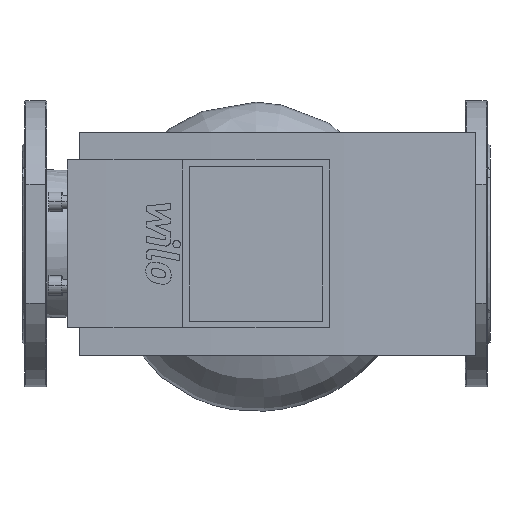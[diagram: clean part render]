
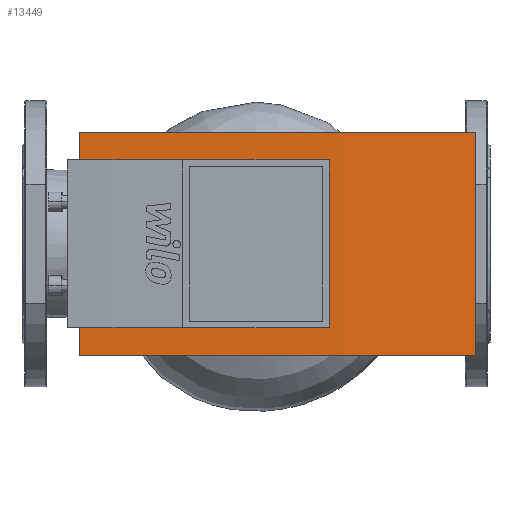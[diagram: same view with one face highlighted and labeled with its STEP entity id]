
A CAD part, front view. The second image highlights one B-rep face of the part: STEP entity #13449.
In plain terms, the highlighted cylindrical face has radius 3491.34 mm (diameter 6982.69 mm), a partial arc.
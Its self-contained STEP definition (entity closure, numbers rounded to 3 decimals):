
#13374=CARTESIAN_POINT('',(349.,-334.919,86.));
#13375=VERTEX_POINT('',#13374);
#13383=CARTESIAN_POINT('',(44.,-334.963,86.0));
#13384=VERTEX_POINT('',#13383);
#13391=CARTESIAN_POINT('',(196.,3153.069,86.));
#13392=DIRECTION('',(0.,0.,-1.0));
#13393=DIRECTION('',(-0.044,0.999,0.));
#13394=AXIS2_PLACEMENT_3D('',#13391,#13392,#13393);
#13395=CIRCLE('',#13394,3491.343);
#13396=EDGE_CURVE('',#13375,#13384,#13395,.T.);
#13406=CARTESIAN_POINT('',(44.,-334.963,-86.0));
#13407=VERTEX_POINT('',#13406);
#13414=CARTESIAN_POINT('',(44.,-334.963,-86.0));
#13415=DIRECTION('',(0.0,0.0,1.0));
#13416=VECTOR('',#13415,172.0);
#13417=LINE('',#13414,#13416);
#13418=EDGE_CURVE('',#13407,#13384,#13417,.T.);
#13425=CARTESIAN_POINT('',(196.,3153.069,0.));
#13426=DIRECTION('',(0.,0.,-1.0));
#13427=DIRECTION('',(-0.044,0.999,0.));
#13428=AXIS2_PLACEMENT_3D('',#13425,#13426,#13427);
#13429=CYLINDRICAL_SURFACE('',#13428,3491.343);
#13430=CARTESIAN_POINT('',(349.,-334.919,-86.));
#13431=VERTEX_POINT('',#13430);
#13432=CARTESIAN_POINT('',(196.,3153.069,-86.));
#13433=DIRECTION('',(0.,0.,1.0));
#13434=DIRECTION('',(-0.044,0.999,0.));
#13435=AXIS2_PLACEMENT_3D('',#13432,#13433,#13434);
#13436=CIRCLE('',#13435,3491.343);
#13437=EDGE_CURVE('',#13407,#13431,#13436,.T.);
#13438=ORIENTED_EDGE('',*,*,#13437,.T.);
#13439=CARTESIAN_POINT('',(349.,-334.919,-86.));
#13440=DIRECTION('',(0.0,0.0,1.0));
#13441=VECTOR('',#13440,172.0);
#13442=LINE('',#13439,#13441);
#13443=EDGE_CURVE('',#13431,#13375,#13442,.T.);
#13444=ORIENTED_EDGE('',*,*,#13443,.T.);
#13445=ORIENTED_EDGE('',*,*,#13396,.T.);
#13446=ORIENTED_EDGE('',*,*,#13418,.F.);
#13447=EDGE_LOOP('',(#13438,#13444,#13445,#13446));
#13448=FACE_OUTER_BOUND('',#13447,.T.);
#13449=ADVANCED_FACE('',(#13448),#13429,.T.);
